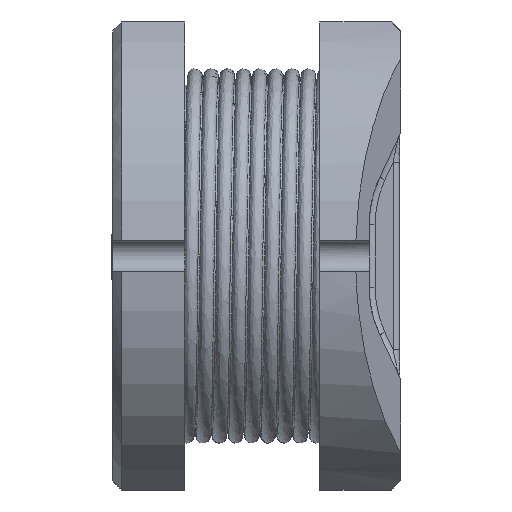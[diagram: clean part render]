
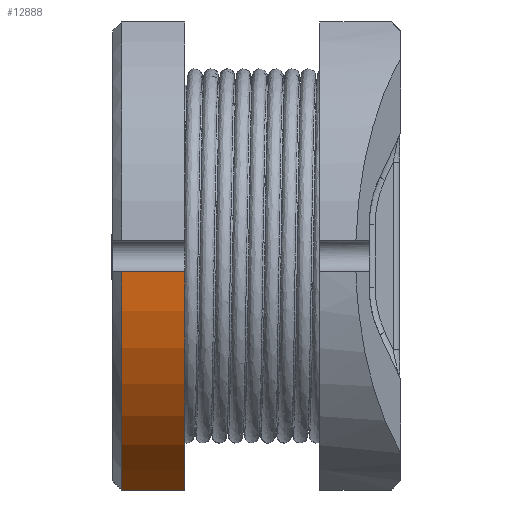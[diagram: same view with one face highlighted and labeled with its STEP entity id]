
A CAD part, left-side view. The second image highlights one B-rep face of the part: STEP entity #12888.
In plain terms, the highlighted cylindrical face has radius 2.9 mm (diameter 5.8 mm), a partial arc.
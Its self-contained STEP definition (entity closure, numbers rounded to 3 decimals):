
#731 = FACE_OUTER_BOUND ( 'NONE', #1977, .T. ) ;
#738 = CYLINDRICAL_SURFACE ( 'NONE', #11335, 2.9 ) ;
#998 = EDGE_CURVE ( 'NONE', #5195, #1787, #13037, .T. ) ;
#1093 = EDGE_CURVE ( 'NONE', #1789, #1787, #12354, .T. ) ;
#1094 = EDGE_CURVE ( 'NONE', #1827, #1789, #12460, .T. ) ;
#1097 = EDGE_CURVE ( 'NONE', #5195, #1827, #12365, .T. ) ;
#1787 = VERTEX_POINT ( 'NONE', #13292 ) ;
#1789 = VERTEX_POINT ( 'NONE', #13294 ) ;
#1827 = VERTEX_POINT ( 'NONE', #13364 ) ;
#1977 = EDGE_LOOP ( 'NONE', ( #8976, #8939, #8947, #8943 ) ) ;
#2506 = CARTESIAN_POINT ( 'NONE',  ( -2.895, 2.4, -0.175 ) ) ;
#2746 = CARTESIAN_POINT ( 'NONE',  ( 0., 2.4, 0. ) ) ;
#2747 = DIRECTION ( 'NONE',  ( 0., -1., 0. ) ) ;
#2748 = DIRECTION ( 'NONE',  ( 0., 0., -1. ) ) ;
#5195 = VERTEX_POINT ( 'NONE', #2506 ) ;
#5957 = CARTESIAN_POINT ( 'NONE',  ( -1.285, 3.2, -2.6 ) ) ;
#5959 = DIRECTION ( 'NONE',  ( 0., -1., 0. ) ) ;
#5962 = CARTESIAN_POINT ( 'NONE',  ( 0., 3.1, 0. ) ) ;
#5963 = DIRECTION ( 'NONE',  ( 0., -1., 0. ) ) ;
#5964 = DIRECTION ( 'NONE',  ( 0., 0., 1. ) ) ;
#5987 = CARTESIAN_POINT ( 'NONE',  ( -2.895, 3.2, -0.175 ) ) ;
#5989 = DIRECTION ( 'NONE',  ( 0., 1., 0. ) ) ;
#8939 = ORIENTED_EDGE ( 'NONE', *, *, #1094, .T. ) ;
#8943 = ORIENTED_EDGE ( 'NONE', *, *, #998, .F. ) ;
#8947 = ORIENTED_EDGE ( 'NONE', *, *, #1093, .T. ) ;
#8976 = ORIENTED_EDGE ( 'NONE', *, *, #1097, .T. ) ;
#10069 = DIRECTION ( 'NONE',  ( 0., -1., 0. ) ) ;
#10071 = DIRECTION ( 'NONE',  ( 0., 0., -1. ) ) ;
#10074 = CARTESIAN_POINT ( 'NONE',  ( 0., 3.2, 0. ) ) ;
#11112 = AXIS2_PLACEMENT_3D ( 'NONE', #2746, #2747, #2748 ) ;
#11117 = AXIS2_PLACEMENT_3D ( 'NONE', #5962, #5963, #5964 ) ;
#11335 = AXIS2_PLACEMENT_3D ( 'NONE', #10074, #10069, #10071 ) ;
#12354 = LINE ( 'NONE', #5957, #12376 ) ;
#12365 = LINE ( 'NONE', #5987, #12371 ) ;
#12371 = VECTOR ( 'NONE', #5989, 1000. ) ;
#12376 = VECTOR ( 'NONE', #5959, 1000. ) ;
#12460 = CIRCLE ( 'NONE', #11117, 2.9 ) ;
#12888 = ADVANCED_FACE ( 'NONE', ( #731 ), #738, .T. ) ;
#13037 = CIRCLE ( 'NONE', #11112, 2.9 ) ;
#13292 = CARTESIAN_POINT ( 'NONE',  ( -1.285, 2.4, -2.6 ) ) ;
#13294 = CARTESIAN_POINT ( 'NONE',  ( -1.285, 3.1, -2.6 ) ) ;
#13364 = CARTESIAN_POINT ( 'NONE',  ( -2.895, 3.1, -0.175 ) ) ;
